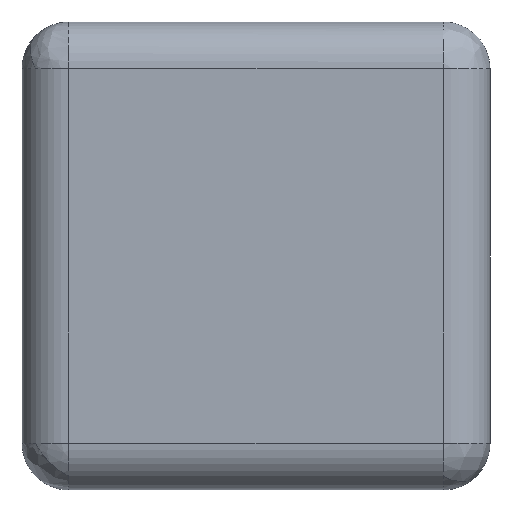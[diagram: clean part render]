
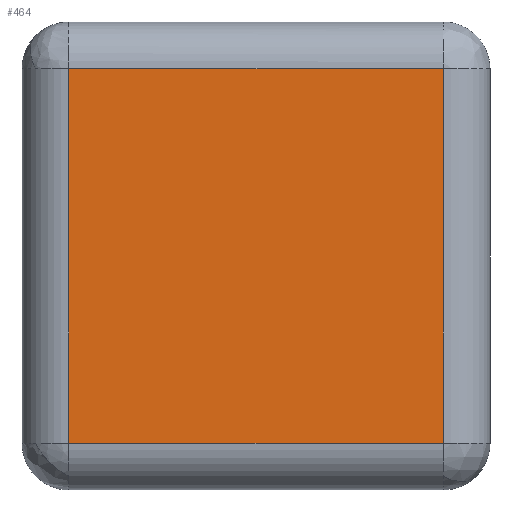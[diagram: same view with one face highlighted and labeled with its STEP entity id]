
A CAD part, top view. The second image highlights one B-rep face of the part: STEP entity #464.
In plain terms, the highlighted planar face has unit normal (0, 0, 1).
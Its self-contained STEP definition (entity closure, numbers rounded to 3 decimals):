
#12 = VERTEX_POINT ( 'NONE', #431 ) ;
#23 = LINE ( 'NONE', #561, #376 ) ;
#49 = AXIS2_PLACEMENT_3D ( 'NONE', #77, #131, #179 ) ;
#77 = CARTESIAN_POINT ( 'NONE',  ( 15., 15., 3. ) ) ;
#85 = EDGE_CURVE ( 'NONE', #121, #12, #23, .T. ) ;
#90 = VERTEX_POINT ( 'NONE', #362 ) ;
#91 = CARTESIAN_POINT ( 'NONE',  ( 0., 3., 3. ) ) ;
#121 = VERTEX_POINT ( 'NONE', #615 ) ;
#131 = DIRECTION ( 'NONE',  ( 0., 0., 1. ) ) ;
#144 = EDGE_CURVE ( 'NONE', #594, #90, #318, .T. ) ;
#179 = DIRECTION ( 'NONE',  ( 1., 0., 0. ) ) ;
#181 = CARTESIAN_POINT ( 'NONE',  ( 0., 27., 3. ) ) ;
#182 = VECTOR ( 'NONE', #542, 1000. ) ;
#209 = EDGE_CURVE ( 'NONE', #90, #121, #609, .T. ) ;
#217 = PLANE ( 'NONE',  #49 ) ;
#247 = EDGE_CURVE ( 'NONE', #12, #594, #488, .T. ) ;
#265 = ORIENTED_EDGE ( 'NONE', *, *, #247, .F. ) ;
#275 = DIRECTION ( 'NONE',  ( 0., 1., 0. ) ) ;
#318 = LINE ( 'NONE', #484, #338 ) ;
#333 = VECTOR ( 'NONE', #529, 1000. ) ;
#338 = VECTOR ( 'NONE', #275, 1000. ) ;
#351 = EDGE_LOOP ( 'NONE', ( #407, #564, #265, #504 ) ) ;
#362 = CARTESIAN_POINT ( 'NONE',  ( 3., 27., 3. ) ) ;
#376 = VECTOR ( 'NONE', #410, 1000. ) ;
#394 = FACE_OUTER_BOUND ( 'NONE', #351, .T. ) ;
#407 = ORIENTED_EDGE ( 'NONE', *, *, #209, .F. ) ;
#410 = DIRECTION ( 'NONE',  ( 0., -1., 0. ) ) ;
#431 = CARTESIAN_POINT ( 'NONE',  ( 27., 3., 3. ) ) ;
#439 = CARTESIAN_POINT ( 'NONE',  ( 3., 3., 3. ) ) ;
#464 = ADVANCED_FACE ( 'NONE', ( #394 ), #217, .T. ) ;
#484 = CARTESIAN_POINT ( 'NONE',  ( 3., 0., 3. ) ) ;
#488 = LINE ( 'NONE', #91, #182 ) ;
#504 = ORIENTED_EDGE ( 'NONE', *, *, #85, .F. ) ;
#529 = DIRECTION ( 'NONE',  ( 1., 0., 0. ) ) ;
#542 = DIRECTION ( 'NONE',  ( -1., 0., 0. ) ) ;
#561 = CARTESIAN_POINT ( 'NONE',  ( 27., 15., 3. ) ) ;
#564 = ORIENTED_EDGE ( 'NONE', *, *, #144, .F. ) ;
#594 = VERTEX_POINT ( 'NONE', #439 ) ;
#609 = LINE ( 'NONE', #181, #333 ) ;
#615 = CARTESIAN_POINT ( 'NONE',  ( 27., 27., 3. ) ) ;
